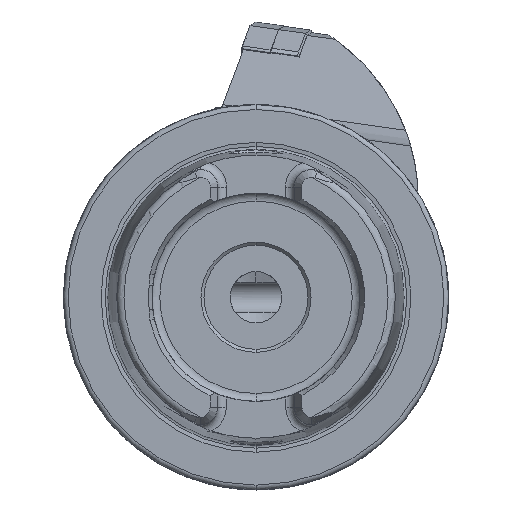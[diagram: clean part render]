
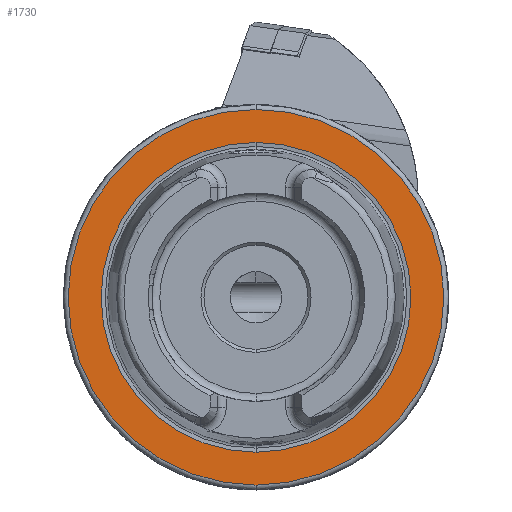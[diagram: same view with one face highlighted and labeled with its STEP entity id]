
A CAD part, left-side view. The second image highlights one B-rep face of the part: STEP entity #1730.
In plain terms, the highlighted planar face has unit normal (-1, 0, 0).
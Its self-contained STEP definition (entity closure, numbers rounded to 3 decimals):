
#258 = CARTESIAN_POINT ( 'NONE',  ( 0., 0., -30.7 ) ) ;
#733 = CARTESIAN_POINT ( 'NONE',  ( 0., 0., 0. ) ) ;
#1730 = ADVANCED_FACE ( 'NONE', ( #10073, #17361 ), #2960, .F. ) ;
#2762 = DIRECTION ( 'NONE',  ( 0., 0., 1. ) ) ;
#2960 = PLANE ( 'NONE',  #25442 ) ;
#3297 = CIRCLE ( 'NONE', #5296, 30.7 ) ;
#3539 = VERTEX_POINT ( 'NONE', #21290 ) ;
#3785 = ORIENTED_EDGE ( 'NONE', *, *, #17773, .F. ) ;
#4997 = DIRECTION ( 'NONE',  ( 0., 0., -1. ) ) ;
#5296 = AXIS2_PLACEMENT_3D ( 'NONE', #7205, #21261, #9203 ) ;
#5343 = VERTEX_POINT ( 'NONE', #258 ) ;
#5412 = CARTESIAN_POINT ( 'NONE',  ( 0., 0., 0. ) ) ;
#5776 = DIRECTION ( 'NONE',  ( -1., 0., 0. ) ) ;
#6846 = CARTESIAN_POINT ( 'NONE',  ( 0., 30.7, 0. ) ) ;
#7205 = CARTESIAN_POINT ( 'NONE',  ( 0., 0., 0. ) ) ;
#7345 = AXIS2_PLACEMENT_3D ( 'NONE', #12025, #5776, #14054 ) ;
#7407 = DIRECTION ( 'NONE',  ( 0., 0., 1. ) ) ;
#7895 = EDGE_LOOP ( 'NONE', ( #17532, #3785 ) ) ;
#8312 = CIRCLE ( 'NONE', #20434, 30.7 ) ;
#8747 = CARTESIAN_POINT ( 'NONE',  ( 0., 0., 25.324 ) ) ;
#8998 = EDGE_CURVE ( 'NONE', #5343, #3539, #3297, .T. ) ;
#9203 = DIRECTION ( 'NONE',  ( 0., 0., 1. ) ) ;
#10073 = FACE_BOUND ( 'NONE', #7895, .T. ) ;
#11440 = EDGE_LOOP ( 'NONE', ( #18397, #19193 ) ) ;
#12025 = CARTESIAN_POINT ( 'NONE',  ( 0., 0., 0. ) ) ;
#13823 = CIRCLE ( 'NONE', #7345, 25.324 ) ;
#13842 = VERTEX_POINT ( 'NONE', #8747 ) ;
#14054 = DIRECTION ( 'NONE',  ( 0., 0., 1. ) ) ;
#14813 = DIRECTION ( 'NONE',  ( -1., 0., 0. ) ) ;
#15134 = VERTEX_POINT ( 'NONE', #16172 ) ;
#16172 = CARTESIAN_POINT ( 'NONE',  ( 0., 0., -25.324 ) ) ;
#16562 = AXIS2_PLACEMENT_3D ( 'NONE', #5412, #19432, #7407 ) ;
#17051 = DIRECTION ( 'NONE',  ( 1., 0., 0. ) ) ;
#17361 = FACE_OUTER_BOUND ( 'NONE', #11440, .T. ) ;
#17532 = ORIENTED_EDGE ( 'NONE', *, *, #20481, .F. ) ;
#17773 = EDGE_CURVE ( 'NONE', #15134, #13842, #13823, .T. ) ;
#18102 = CIRCLE ( 'NONE', #16562, 25.324 ) ;
#18397 = ORIENTED_EDGE ( 'NONE', *, *, #21356, .T. ) ;
#19193 = ORIENTED_EDGE ( 'NONE', *, *, #8998, .T. ) ;
#19432 = DIRECTION ( 'NONE',  ( -1., 0., 0. ) ) ;
#20434 = AXIS2_PLACEMENT_3D ( 'NONE', #733, #14813, #2762 ) ;
#20481 = EDGE_CURVE ( 'NONE', #13842, #15134, #18102, .T. ) ;
#21261 = DIRECTION ( 'NONE',  ( -1., 0., 0. ) ) ;
#21290 = CARTESIAN_POINT ( 'NONE',  ( 0., 0., 30.7 ) ) ;
#21356 = EDGE_CURVE ( 'NONE', #3539, #5343, #8312, .T. ) ;
#25442 = AXIS2_PLACEMENT_3D ( 'NONE', #6846, #17051, #4997 ) ;
